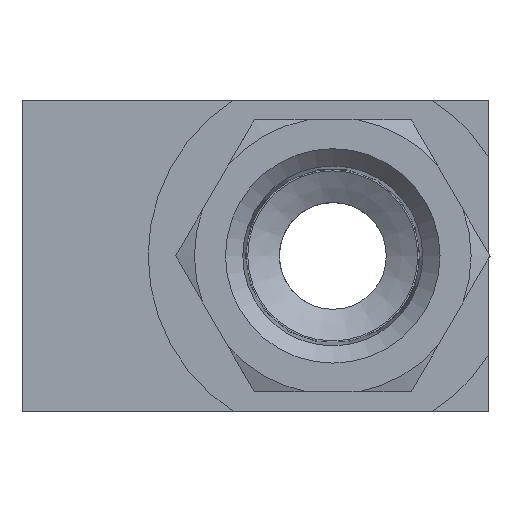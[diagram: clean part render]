
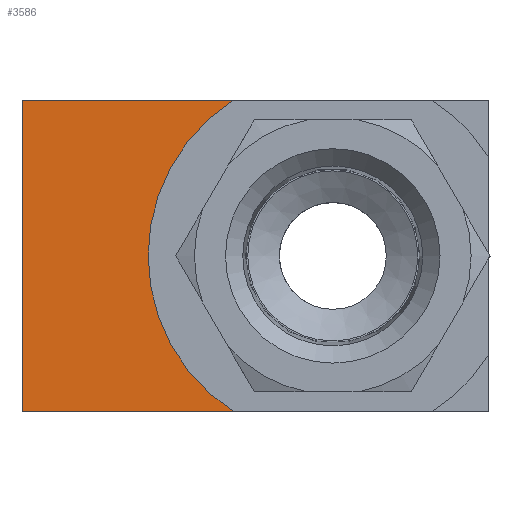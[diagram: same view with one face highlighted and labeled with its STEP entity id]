
A CAD part, left-side view. The second image highlights one B-rep face of the part: STEP entity #3586.
In plain terms, the highlighted planar face has unit normal (-1, 0, 0).
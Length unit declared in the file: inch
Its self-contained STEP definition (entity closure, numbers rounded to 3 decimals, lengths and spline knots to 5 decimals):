
#2783=CARTESIAN_POINT('',(-0.5,0.75,0.5));
#2784=VERTEX_POINT('',#2783);
#2791=CARTESIAN_POINT('',(-0.5,0.07139,0.5));
#2792=VERTEX_POINT('',#2791);
#2793=CARTESIAN_POINT('',(-0.5,0.07139,0.5));
#2794=DIRECTION('',(0.0,1.0,0.0));
#2795=VECTOR('',#2794,0.67861);
#2796=LINE('',#2793,#2795);
#2797=EDGE_CURVE('',#2792,#2784,#2796,.T.);
#3431=CARTESIAN_POINT('',(-0.5,0.0703,-0.5));
#3432=VERTEX_POINT('',#3431);
#3433=CARTESIAN_POINT('',(-0.5,-0.24983,0.00035));
#3434=DIRECTION('',(1.0,0.0,0.0));
#3435=DIRECTION('',(0.0,0.0,-1.0));
#3436=AXIS2_PLACEMENT_3D('',#3433,#3434,#3435);
#3437=CIRCLE('',#3436,0.594);
#3438=EDGE_CURVE('',#3432,#2792,#3437,.T.);
#3563=CARTESIAN_POINT('',(-0.5,-0.75,0.0));
#3564=DIRECTION('',(-1.0,0.0,0.0));
#3565=DIRECTION('',(0.0,0.0,1.0));
#3566=AXIS2_PLACEMENT_3D('',#3563,#3564,#3565);
#3567=PLANE('',#3566);
#3568=ORIENTED_EDGE('',*,*,#3438,.T.);
#3569=ORIENTED_EDGE('',*,*,#2797,.T.);
#3570=CARTESIAN_POINT('',(-0.5,0.75,-0.5));
#3571=VERTEX_POINT('',#3570);
#3572=CARTESIAN_POINT('',(-0.5,0.75,-0.5));
#3573=DIRECTION('',(0.0,0.0,1.0));
#3574=VECTOR('',#3573,1.0);
#3575=LINE('',#3572,#3574);
#3576=EDGE_CURVE('',#3571,#2784,#3575,.T.);
#3577=ORIENTED_EDGE('',*,*,#3576,.F.);
#3578=CARTESIAN_POINT('',(-0.5,0.75,-0.5));
#3579=DIRECTION('',(0.0,-1.0,0.0));
#3580=VECTOR('',#3579,0.6797);
#3581=LINE('',#3578,#3580);
#3582=EDGE_CURVE('',#3571,#3432,#3581,.T.);
#3583=ORIENTED_EDGE('',*,*,#3582,.T.);
#3584=EDGE_LOOP('',(#3568,#3569,#3577,#3583));
#3585=FACE_OUTER_BOUND('',#3584,.T.);
#3586=ADVANCED_FACE('',(#3585),#3567,.T.);
